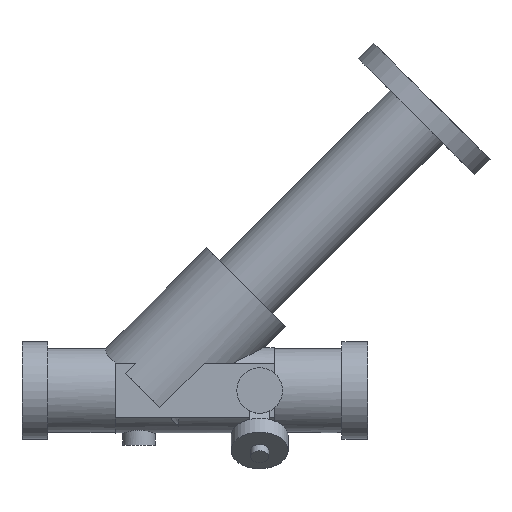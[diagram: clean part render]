
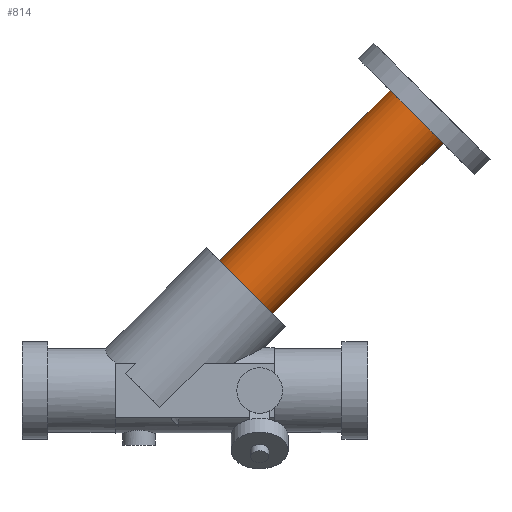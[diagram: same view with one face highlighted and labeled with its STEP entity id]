
A CAD part, front view. The second image highlights one B-rep face of the part: STEP entity #814.
In plain terms, the highlighted cylindrical face has radius 20.5 mm (diameter 41 mm), a full revolution.
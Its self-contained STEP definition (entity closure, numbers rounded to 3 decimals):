
#75=CIRCLE('',#896,20.5);
#79=CIRCLE('',#904,20.5);
#297=ORIENTED_EDGE('',*,*,#472,.F.);
#298=ORIENTED_EDGE('',*,*,#476,.T.);
#472=EDGE_CURVE('',#568,#568,#75,.T.);
#476=EDGE_CURVE('',#572,#572,#79,.T.);
#568=VERTEX_POINT('',#1330);
#572=VERTEX_POINT('',#1342);
#657=EDGE_LOOP('',(#297));
#658=EDGE_LOOP('',(#298));
#733=FACE_BOUND('',#657,.T.);
#734=FACE_BOUND('',#658,.T.);
#776=CYLINDRICAL_SURFACE('',#903,20.5);
#814=ADVANCED_FACE('',(#733,#734),#776,.T.);
#896=AXIS2_PLACEMENT_3D('',#1329,#1075,#1076);
#903=AXIS2_PLACEMENT_3D('',#1340,#1089,#1090);
#904=AXIS2_PLACEMENT_3D('',#1341,#1091,#1092);
#1075=DIRECTION('',(0.707,0.,0.707));
#1076=DIRECTION('',(0.707,0.,-0.707));
#1089=DIRECTION('',(-0.707,0.,-0.707));
#1090=DIRECTION('',(-0.707,0.,0.707));
#1091=DIRECTION('',(0.707,0.,0.707));
#1092=DIRECTION('',(0.707,0.,-0.707));
#1329=CARTESIAN_POINT('',(121.33,0.,149.83));
#1330=CARTESIAN_POINT('',(135.825,0.,135.334));
#1340=CARTESIAN_POINT('',(121.33,0.,149.83));
#1341=CARTESIAN_POINT('',(28.069,0.,56.569));
#1342=CARTESIAN_POINT('',(42.564,0.,42.073));
